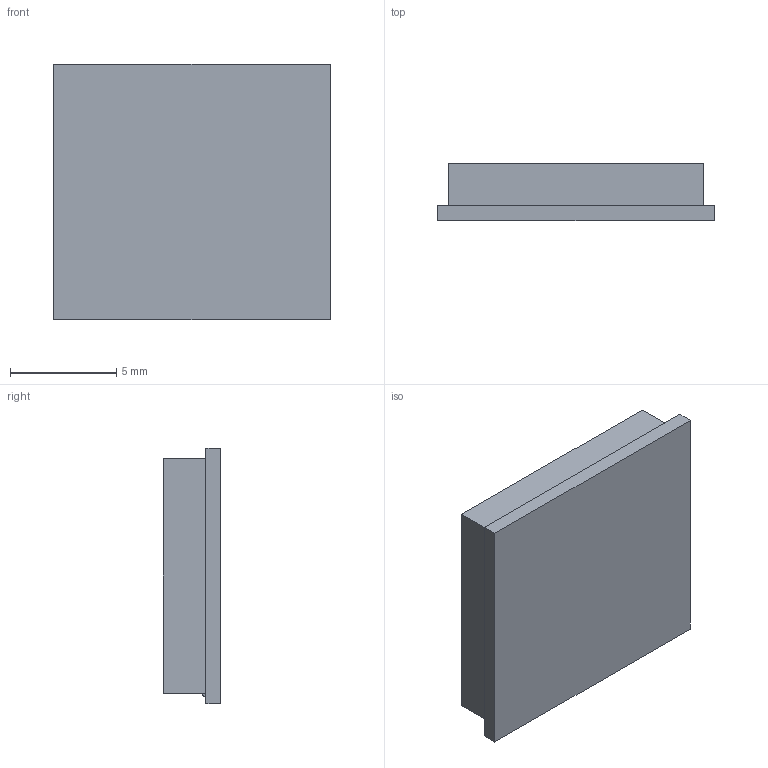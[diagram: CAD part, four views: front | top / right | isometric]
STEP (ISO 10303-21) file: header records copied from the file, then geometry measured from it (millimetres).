
FILE_DESCRIPTION(/* description */ (''),/* implementation_level */ '2;1');
FILE_NAME(/* name */ 'USI WM-SM-42 v5.step',/* time_stamp */ '2018-10-13T09:28:01+02:00',/* author */ ('specialized864'),/* organization */ (''),/* preprocessor_version */ 'ST-DEVELOPER v17.2',/* originating_system */ 'Autodesk Translation Framework v7.6.0.251',/* authorisation */ '');
FILE_SCHEMA (('AUTOMOTIVE_DESIGN { 1 0 10303 214 3 1 1 }'));
Length unit declared in the file: millimetre
Products named in the file (2): USI WM-SM-42; u.Fl Antenna Connector - 523-A-1JB
Assembly tree (1 placements, depth 2):
  USI WM-SM-42
    u.Fl Antenna Connector - 523-A-1JB
Bounding box: 13 x 2.7 x 12 mm (x, y, z)
Volume: 338.8 mm3; surface area: 700.2 mm2
Topology: 7 solids, 7 shells, 85 faces, 201 edges, 133 vertices
Faces by surface type: plane 55, cylinder 23, torus 4, cone 3
Full cylindrical faces by diameter (mm): 0.45 x1, 1.8 x1, 1.95 x1, 2 x2
Entity records: 2601 total; most frequent: DIRECTION 442, CARTESIAN_POINT 422, ORIENTED_EDGE 402, EDGE_CURVE 201, AXIS2_PLACEMENT_3D 153, LINE 136, VECTOR 136, VERTEX_POINT 133
